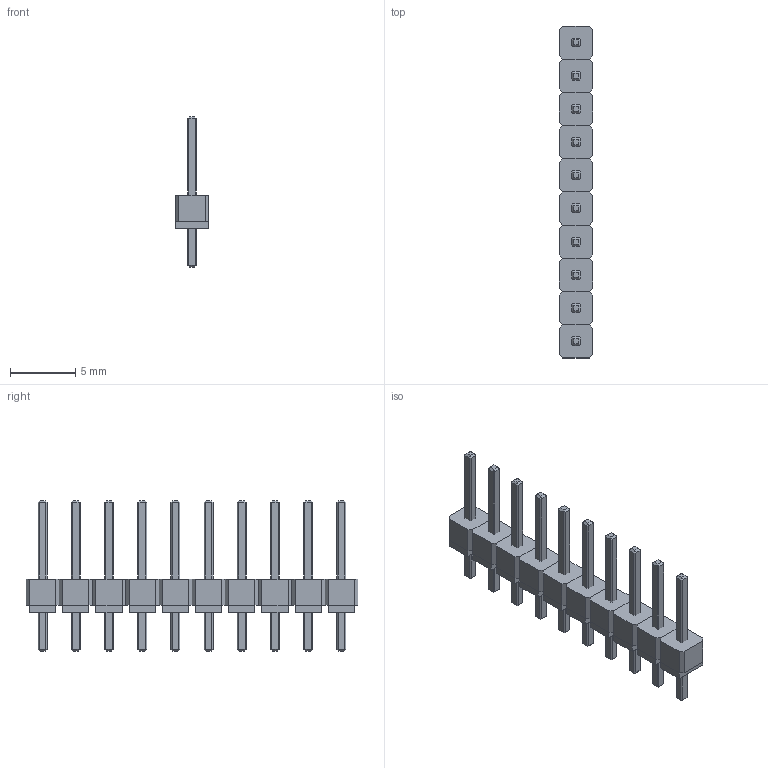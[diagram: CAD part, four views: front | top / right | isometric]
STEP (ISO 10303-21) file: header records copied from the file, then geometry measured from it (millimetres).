
FILE_DESCRIPTION(('FreeCAD Model'),'2;1');
FILE_NAME('THT-2.54-1x10-MS.step', '2020-10-02T17:17:42',('Author'),(''), 'Open CASCADE STEP processor 7.3','FreeCAD','Unknown');
FILE_SCHEMA(('AUTOMOTIVE_DESIGN { 1 0 10303 214 1 1 1 1 }'));
Length unit declared in the file: millimetre
Products named in the file (1): header
Bounding box: 2.54 x 25.4 x 11.54 mm (x, y, z)
Volume: 204.6 mm3; surface area: 659.5 mm2
Topology: 20 solids, 20 shells, 420 faces, 900 edges, 520 vertices
Faces by surface type: plane 420
Entity records: 25399 total; most frequent: CARTESIAN_POINT 3641, DIRECTION 3542, LINE 2700, VECTOR 2700, ORIENTED_EDGE 1800, PCURVE 1800, DEFINITIONAL_REPRESENTATION 1800, EDGE_CURVE 900
